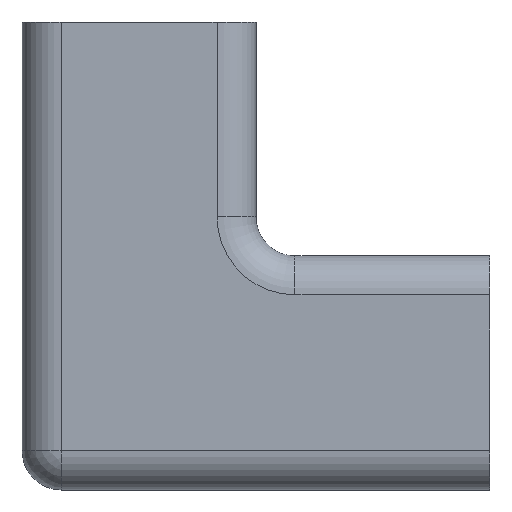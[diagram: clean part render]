
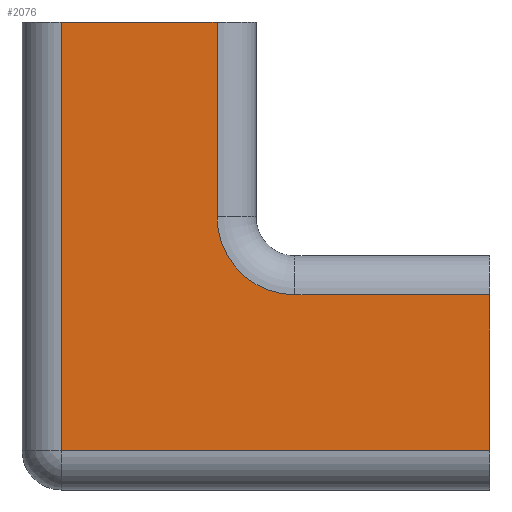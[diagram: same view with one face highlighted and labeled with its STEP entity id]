
A CAD part, top view. The second image highlights one B-rep face of the part: STEP entity #2076.
In plain terms, the highlighted planar face has unit normal (0, 0, 1).
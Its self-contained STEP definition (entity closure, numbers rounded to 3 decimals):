
#69=PLANE('',#2302);
#173=FACE_OUTER_BOUND('',#279,.T.);
#279=EDGE_LOOP('',(#1811,#1812,#1813,#1814,#1815,#1816,#1817));
#396=LINE('',#3269,#584);
#423=LINE('',#3353,#611);
#448=LINE('',#3433,#636);
#451=LINE('',#3437,#639);
#460=LINE('',#3466,#648);
#463=LINE('',#3470,#651);
#584=VECTOR('',#2645,10.);
#611=VECTOR('',#2734,10.);
#636=VECTOR('',#2823,10.);
#639=VECTOR('',#2828,10.);
#648=VECTOR('',#2865,10.);
#651=VECTOR('',#2870,10.);
#751=CIRCLE('',#2269,10.);
#886=VERTEX_POINT('',#3255);
#892=VERTEX_POINT('',#3267);
#916=VERTEX_POINT('',#3349);
#918=VERTEX_POINT('',#3352);
#939=VERTEX_POINT('',#3422);
#941=VERTEX_POINT('',#3426);
#946=VERTEX_POINT('',#3457);
#1126=EDGE_CURVE('',#886,#892,#396,.T.);
#1169=EDGE_CURVE('',#918,#916,#423,.T.);
#1209=EDGE_CURVE('',#941,#939,#751,.T.);
#1212=EDGE_CURVE('',#886,#941,#448,.T.);
#1215=EDGE_CURVE('',#939,#916,#451,.T.);
#1230=EDGE_CURVE('',#918,#946,#460,.T.);
#1233=EDGE_CURVE('',#946,#892,#463,.T.);
#1811=ORIENTED_EDGE('',*,*,#1212,.F.);
#1812=ORIENTED_EDGE('',*,*,#1126,.T.);
#1813=ORIENTED_EDGE('',*,*,#1233,.F.);
#1814=ORIENTED_EDGE('',*,*,#1230,.F.);
#1815=ORIENTED_EDGE('',*,*,#1169,.T.);
#1816=ORIENTED_EDGE('',*,*,#1215,.F.);
#1817=ORIENTED_EDGE('',*,*,#1209,.F.);
#2076=ADVANCED_FACE('',(#173),#69,.T.);
#2269=AXIS2_PLACEMENT_3D('',#3428,#2815,#2816);
#2302=AXIS2_PLACEMENT_3D('',#3489,#2903,#2904);
#2645=DIRECTION('',(-1.,0.,0.));
#2734=DIRECTION('',(0.,1.,0.));
#2815=DIRECTION('center_axis',(0.,0.,1.));
#2816=DIRECTION('ref_axis',(-0.707,-0.707,0.));
#2823=DIRECTION('',(0.,-1.,0.));
#2828=DIRECTION('',(1.,0.,0.));
#2865=DIRECTION('',(-1.,0.,0.));
#2870=DIRECTION('',(0.,1.,0.));
#2903=DIRECTION('center_axis',(0.,0.,1.));
#2904=DIRECTION('ref_axis',(1.,0.,0.));
#3255=CARTESIAN_POINT('',(-5.,30.,15.));
#3267=CARTESIAN_POINT('',(-25.,30.,15.));
#3269=CARTESIAN_POINT('',(0.,30.,15.));
#3349=CARTESIAN_POINT('',(30.,-5.,15.));
#3352=CARTESIAN_POINT('',(30.,-25.,15.));
#3353=CARTESIAN_POINT('',(30.,-30.,15.));
#3422=CARTESIAN_POINT('',(5.,-5.,15.));
#3426=CARTESIAN_POINT('',(-5.,5.,15.));
#3428=CARTESIAN_POINT('Origin',(5.,5.,15.));
#3433=CARTESIAN_POINT('',(-5.,0.,15.));
#3437=CARTESIAN_POINT('',(15.,-5.,15.));
#3457=CARTESIAN_POINT('',(-25.,-25.,15.));
#3466=CARTESIAN_POINT('',(-15.,-25.,15.));
#3470=CARTESIAN_POINT('',(-25.,15.,15.));
#3489=CARTESIAN_POINT('Origin',(0.,0.,
15.));
